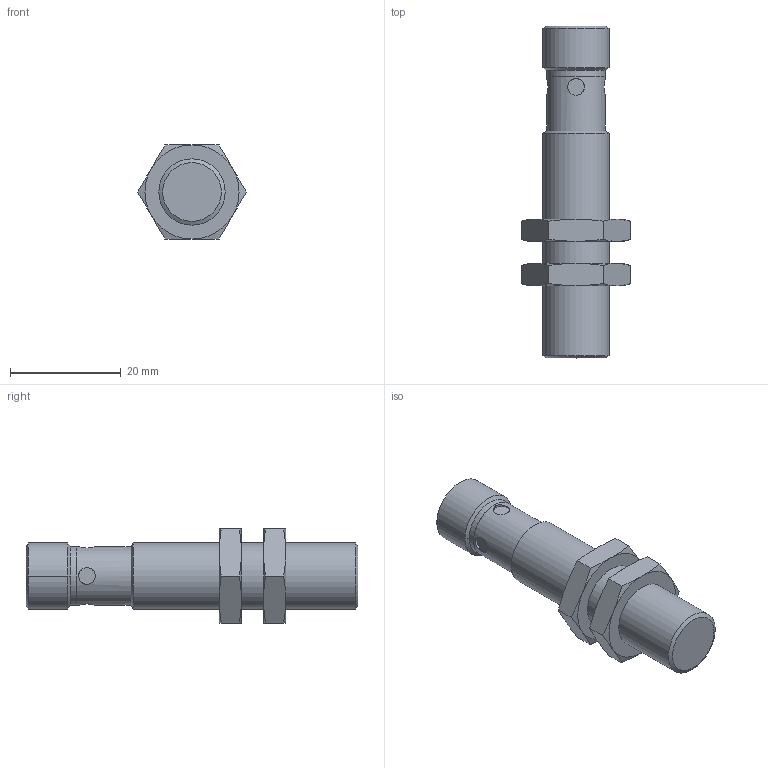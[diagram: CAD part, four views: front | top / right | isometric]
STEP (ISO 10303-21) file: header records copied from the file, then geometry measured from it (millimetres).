
FILE_DESCRIPTION (( 'STEP AP214' ), '1' );
FILE_NAME ('ISWE-M12MP-NSS-A0.STEP', '2025-08-26T13:31:04', ( '' ), ( '' ), 'SwSTEP 2.0', 'SolidWorks 2024', '' );
FILE_SCHEMA (( 'AUTOMOTIVE_DESIGN' ));
Length unit declared in the file: millimetre
Products named in the file (1): ISWE-M12MP-NSS-A0
Bounding box: 19.63 x 60 x 17 mm (x, y, z)
Volume: 7264.5 mm3; surface area: 4057.4 mm2
Topology: 3 solids, 3 shells, 97 faces, 221 edges, 132 vertices
Faces by surface type: cone 36, plane 28, cylinder 24, sphere 8, torus 1
Full cylindrical faces by diameter (mm): 2.998 x2, 3 x2, 10.55 x1, 10.6 x1, 10.917 x2, 12 x1
Entity records: 2961 total; most frequent: CARTESIAN_POINT 999, ORIENTED_EDGE 382, DIRECTION 370, EDGE_CURVE 191, AXIS2_PLACEMENT_3D 169, EDGE_LOOP 127, VERTEX_POINT 126, FACE_OUTER_BOUND 106
